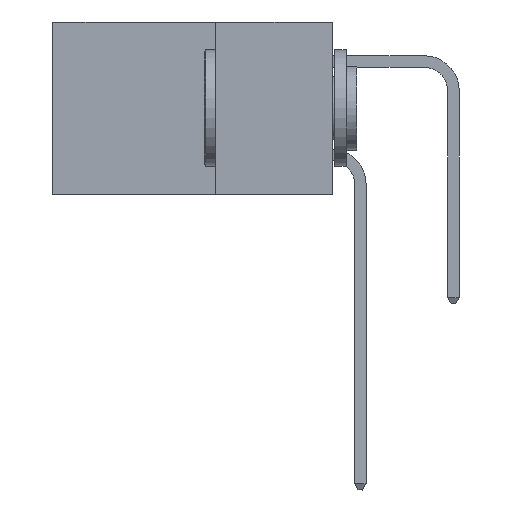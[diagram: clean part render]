
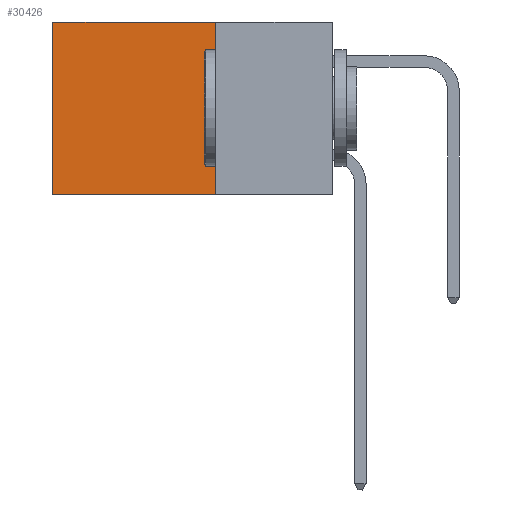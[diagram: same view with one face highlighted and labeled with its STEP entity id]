
A CAD part, left-side view. The second image highlights one B-rep face of the part: STEP entity #30426.
In plain terms, the highlighted planar face has unit normal (-1, 0, 0).
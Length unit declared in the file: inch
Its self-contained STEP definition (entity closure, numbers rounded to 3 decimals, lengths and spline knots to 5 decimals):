
#3084 = DIRECTION ( 'NONE',  ( 0., 1., 0. ) ) ;
#3090 = LINE ( 'NONE', #33967, #19863 ) ;
#5365 = DIRECTION ( 'NONE',  ( 1., 0., 0. ) ) ;
#5488 = PLANE ( 'NONE',  #15663 ) ;
#7682 = VECTOR ( 'NONE', #18878, 39.37008 ) ;
#8533 = ORIENTED_EDGE ( 'NONE', *, *, #9069, .F. ) ;
#9069 = EDGE_CURVE ( 'NONE', #26073, #31402, #3090, .T. ) ;
#9547 = CARTESIAN_POINT ( 'NONE',  ( 0.298, 0.6, 0. ) ) ;
#9858 = ORIENTED_EDGE ( 'NONE', *, *, #22708, .T. ) ;
#10141 = CARTESIAN_POINT ( 'NONE',  ( 0.298, 0.6, 0. ) ) ;
#10588 = VERTEX_POINT ( 'NONE', #28967 ) ;
#10609 = VECTOR ( 'NONE', #33482, 39.37008 ) ;
#11811 = CARTESIAN_POINT ( 'NONE',  ( 0.298, 0.25, -0.37 ) ) ;
#14594 = LINE ( 'NONE', #32805, #15452 ) ;
#15452 = VECTOR ( 'NONE', #3084, 39.37008 ) ;
#15663 = AXIS2_PLACEMENT_3D ( 'NONE', #16067, #5365, #21463 ) ;
#15733 = EDGE_CURVE ( 'NONE', #27537, #10588, #29600, .T. ) ;
#16067 = CARTESIAN_POINT ( 'NONE',  ( 0.298, 0.25, 0. ) ) ;
#18878 = DIRECTION ( 'NONE',  ( 0., 0., -1. ) ) ;
#18970 = ORIENTED_EDGE ( 'NONE', *, *, #15733, .T. ) ;
#19863 = VECTOR ( 'NONE', #33726, 39.37008 ) ;
#21463 = DIRECTION ( 'NONE',  ( 0., 0., -1. ) ) ;
#22708 = EDGE_CURVE ( 'NONE', #26073, #27537, #27779, .T. ) ;
#22931 = EDGE_LOOP ( 'NONE', ( #18970, #29943, #8533, #9858 ) ) ;
#26073 = VERTEX_POINT ( 'NONE', #31491 ) ;
#26861 = FACE_OUTER_BOUND ( 'NONE', #22931, .T. ) ;
#27537 = VERTEX_POINT ( 'NONE', #9547 ) ;
#27779 = LINE ( 'NONE', #30826, #10609 ) ;
#28967 = CARTESIAN_POINT ( 'NONE',  ( 0.298, 0.6, -0.37 ) ) ;
#29600 = LINE ( 'NONE', #10141, #7682 ) ;
#29943 = ORIENTED_EDGE ( 'NONE', *, *, #33207, .F. ) ;
#30426 = ADVANCED_FACE ( 'NONE', ( #26861 ), #5488, .F. ) ;
#30826 = CARTESIAN_POINT ( 'NONE',  ( 0.298, 0.25, 0. ) ) ;
#31402 = VERTEX_POINT ( 'NONE', #11811 ) ;
#31491 = CARTESIAN_POINT ( 'NONE',  ( 0.298, 0.25, 0. ) ) ;
#32805 = CARTESIAN_POINT ( 'NONE',  ( 0.298, 0.25, -0.37 ) ) ;
#33207 = EDGE_CURVE ( 'NONE', #31402, #10588, #14594, .T. ) ;
#33482 = DIRECTION ( 'NONE',  ( 0., 1., 0. ) ) ;
#33726 = DIRECTION ( 'NONE',  ( 0., 0., -1. ) ) ;
#33967 = CARTESIAN_POINT ( 'NONE',  ( 0.298, 0.25, 0. ) ) ;
